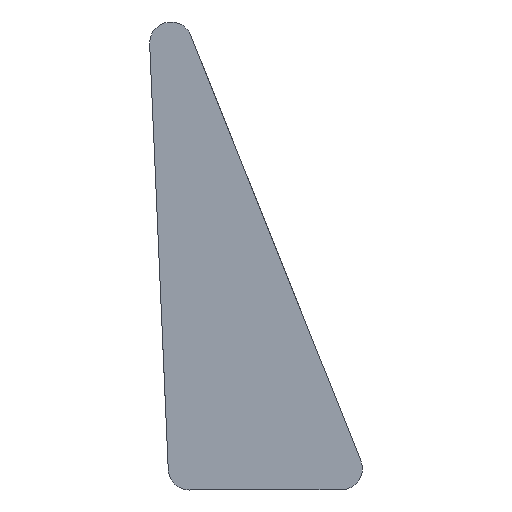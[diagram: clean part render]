
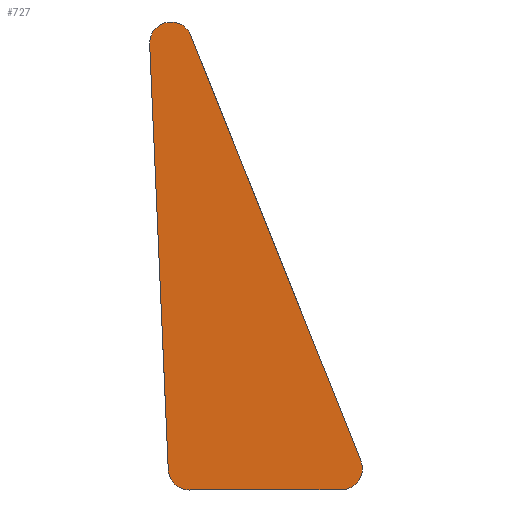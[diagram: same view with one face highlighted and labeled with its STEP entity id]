
A CAD part, front view. The second image highlights one B-rep face of the part: STEP entity #727.
In plain terms, the highlighted planar face has unit normal (0, -1, 0).
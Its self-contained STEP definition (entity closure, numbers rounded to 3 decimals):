
#49=PLANE('',#827);
#93=FACE_OUTER_BOUND('',#146,.T.);
#146=EDGE_LOOP('',(#660,#661,#662,#663,#664,#665));
#154=LINE('',#1081,#211);
#176=LINE('',#1147,#233);
#202=LINE('',#1264,#259);
#211=VECTOR('',#845,10.);
#233=VECTOR('',#903,10.);
#259=VECTOR('',#1051,10.);
#300=CIRCLE('',#821,6.);
#301=CIRCLE('',#823,6.);
#302=CIRCLE('',#826,6.);
#311=VERTEX_POINT('',#1078);
#312=VERTEX_POINT('',#1080);
#337=VERTEX_POINT('',#1144);
#338=VERTEX_POINT('',#1146);
#367=VERTEX_POINT('',#1259);
#368=VERTEX_POINT('',#1263);
#378=EDGE_CURVE('',#312,#311,#154,.T.);
#411=EDGE_CURVE('',#338,#337,#176,.T.);
#462=EDGE_CURVE('',#337,#312,#300,.T.);
#463=EDGE_CURVE('',#367,#338,#301,.T.);
#465=EDGE_CURVE('',#368,#367,#202,.T.);
#467=EDGE_CURVE('',#311,#368,#302,.T.);
#660=ORIENTED_EDGE('',*,*,#467,.T.);
#661=ORIENTED_EDGE('',*,*,#465,.T.);
#662=ORIENTED_EDGE('',*,*,#463,.T.);
#663=ORIENTED_EDGE('',*,*,#411,.T.);
#664=ORIENTED_EDGE('',*,*,#462,.T.);
#665=ORIENTED_EDGE('',*,*,#378,.T.);
#727=ADVANCED_FACE('',(#93),#49,.T.);
#821=AXIS2_PLACEMENT_3D('',#1257,#1042,#1043);
#823=AXIS2_PLACEMENT_3D('',#1260,#1046,#1047);
#826=AXIS2_PLACEMENT_3D('',#1267,#1055,#1056);
#827=AXIS2_PLACEMENT_3D('',#1268,#1057,#1058);
#845=DIRECTION('',(0.044,0.,-0.999));
#903=DIRECTION('',(-0.371,0.,0.929));
#1042=DIRECTION('center_axis',(0.,-1.,0.));
#1043=DIRECTION('ref_axis',(0.929,0.,0.371));
#1046=DIRECTION('center_axis',(0.,-1.,0.));
#1047=DIRECTION('ref_axis',(0.,0.,-1.));
#1051=DIRECTION('',(1.,0.,0.));
#1055=DIRECTION('center_axis',(0.,-1.,0.));
#1056=DIRECTION('ref_axis',(-0.999,0.,-0.044));
#1057=DIRECTION('center_axis',(0.,-1.,0.));
#1058=DIRECTION('ref_axis',(1.,0.,0.));
#1078=CARTESIAN_POINT('',(-7.745,143.5,-160.854));
#1080=CARTESIAN_POINT('',(-12.985,143.5,-40.854));
#1081=CARTESIAN_POINT('',(-7.745,143.5,-160.854));
#1144=CARTESIAN_POINT('',(-1.419,143.5,-38.364));
#1146=CARTESIAN_POINT('',(46.571,143.5,-158.364));
#1147=CARTESIAN_POINT('',(-1.419,143.5,-38.364));
#1257=CARTESIAN_POINT('Origin',(-6.99,143.5,-40.592));
#1259=CARTESIAN_POINT('',(41.,143.5,-166.592));
#1260=CARTESIAN_POINT('Origin',(41.,143.5,-160.592));
#1263=CARTESIAN_POINT('',(-1.75,143.5,-166.592));
#1264=CARTESIAN_POINT('',(-1.75,143.5,-166.592));
#1267=CARTESIAN_POINT('Origin',(-1.75,143.5,-160.592));
#1268=CARTESIAN_POINT('Origin',(17.005,143.5,-100.592));
